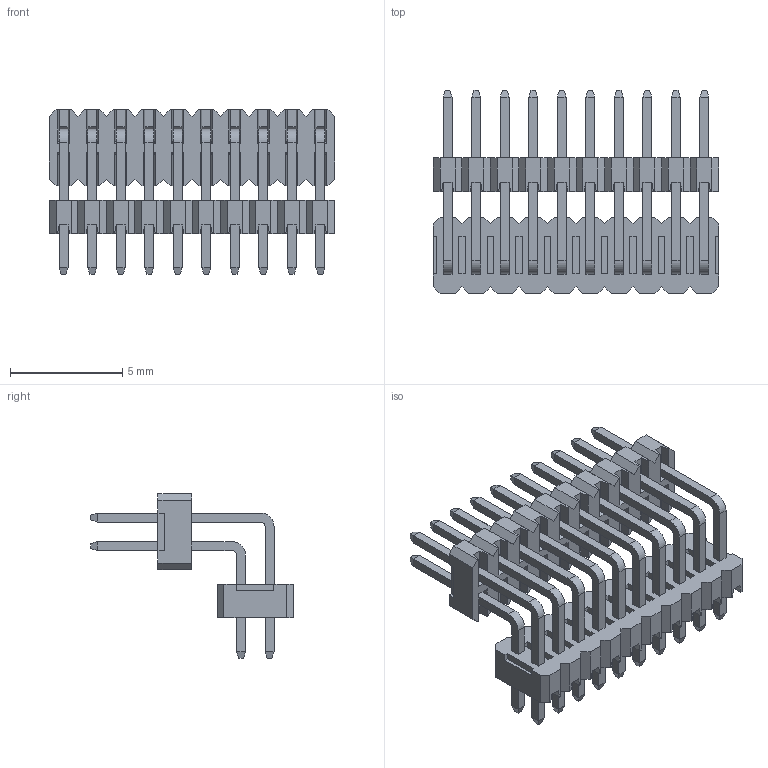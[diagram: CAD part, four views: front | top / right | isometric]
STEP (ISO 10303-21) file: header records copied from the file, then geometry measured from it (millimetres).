
FILE_DESCRIPTION( ('This file contains a STEP AP42 implementation' ,'as created by ZW3D STEP Interface translator.') ,'2;1' );
FILE_NAME( '1315-22XXXXR115XXXX(笢潔俔)(肮砃).stp' ,'23 316.151351', (''), ('ZWCAD Software Co.'), 'Version 1.0', 'ZW3D to STEP translator', '' );
FILE_SCHEMA(('AUTOMOTIVE_DESIGN { 1 0 10303 214 1 1 1 1 }'));
Length unit declared in the file: millimetre
Products named in the file (2): 0; 1315-2210XXR115XXXX(笢潔俔)(肮砃)
Bounding box: 12.7 x 9.04 x 7.33 mm (x, y, z)
Volume: 143.6 mm3; surface area: 793.9 mm2
Topology: 22 solids, 22 shells, 934 faces, 2496 edges, 1584 vertices
Faces by surface type: plane 894, cylinder 40
Entity records: 29329 total; most frequent: CARTESIAN_POINT 5015, ORIENTED_EDGE 4992, DIRECTION 4446, EDGE_CURVE 2496, VECTOR 2416, LINE 2416, VERTEX_POINT 1584, AXIS2_PLACEMENT_3D 1015
